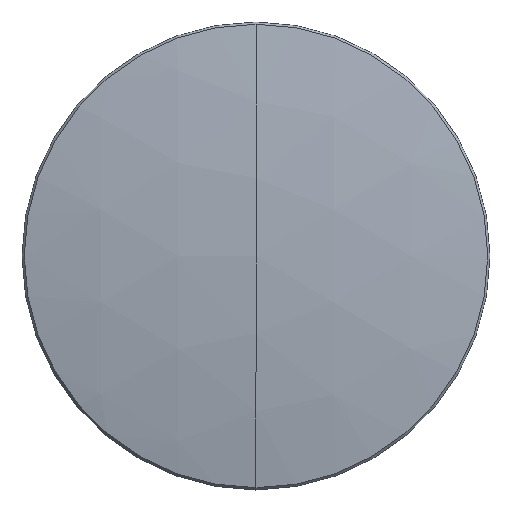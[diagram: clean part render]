
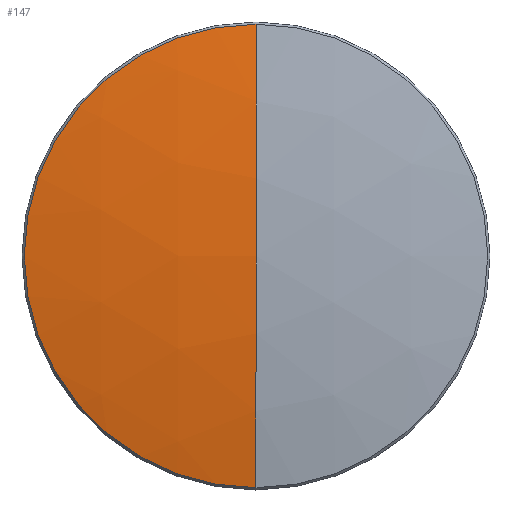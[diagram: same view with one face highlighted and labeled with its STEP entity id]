
A CAD part, top view. The second image highlights one B-rep face of the part: STEP entity #147.
In plain terms, the highlighted spherical face has radius 136.8 mm.
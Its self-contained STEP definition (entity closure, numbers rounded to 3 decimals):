
#17 = AXIS2_PLACEMENT_3D ( 'NONE', #48, #121, #276 ) ;
#48 = CARTESIAN_POINT ( 'NONE',  ( 0., 0., -132.9 ) ) ;
#50 = AXIS2_PLACEMENT_3D ( 'NONE', #302, #350, #126 ) ;
#56 = ORIENTED_EDGE ( 'NONE', *, *, #72, .F. ) ;
#66 = DIRECTION ( 'NONE',  ( -1., 0., 0. ) ) ;
#72 = EDGE_CURVE ( 'NONE', #175, #320, #203, .T. ) ;
#110 = CIRCLE ( 'NONE', #50, 25.155 ) ;
#121 = DIRECTION ( 'NONE',  ( 1., 0., 0. ) ) ;
#126 = DIRECTION ( 'NONE',  ( -1., 0., 0. ) ) ;
#129 = CARTESIAN_POINT ( 'NONE',  ( 0., 0., 1.567 ) ) ;
#130 = CIRCLE ( 'NONE', #310, 136.8 ) ;
#135 = CARTESIAN_POINT ( 'NONE',  ( 0., 0., -132.9 ) ) ;
#147 = ADVANCED_FACE ( 'NONE', ( #201 ), #243, .T. ) ;
#151 = CARTESIAN_POINT ( 'NONE',  ( 0., 25.155, 1.567 ) ) ;
#157 = EDGE_CURVE ( 'NONE', #236, #320, #130, .T. ) ;
#172 = DIRECTION ( 'NONE',  ( 0., 1., 0. ) ) ;
#173 = EDGE_CURVE ( 'NONE', #175, #226, #110, .T. ) ;
#175 = VERTEX_POINT ( 'NONE', #151 ) ;
#180 = DIRECTION ( 'NONE',  ( -1., 0., 0. ) ) ;
#201 = FACE_OUTER_BOUND ( 'NONE', #291, .T. ) ;
#203 = CIRCLE ( 'NONE', #17, 136.8 ) ;
#222 = AXIS2_PLACEMENT_3D ( 'NONE', #129, #254, #180 ) ;
#224 = DIRECTION ( 'NONE',  ( 0., -1., 0. ) ) ;
#226 = VERTEX_POINT ( 'NONE', #272 ) ;
#236 = VERTEX_POINT ( 'NONE', #242 ) ;
#238 = CARTESIAN_POINT ( 'NONE',  ( 0., 0., 3.9 ) ) ;
#242 = CARTESIAN_POINT ( 'NONE',  ( 0., -25.155, 1.567 ) ) ;
#243 = SPHERICAL_SURFACE ( 'NONE', #271, 136.8 ) ;
#247 = ORIENTED_EDGE ( 'NONE', *, *, #173, .T. ) ;
#254 = DIRECTION ( 'NONE',  ( 0., 0., 1. ) ) ;
#264 = CARTESIAN_POINT ( 'NONE',  ( 0., 0., -132.9 ) ) ;
#271 = AXIS2_PLACEMENT_3D ( 'NONE', #264, #66, #172 ) ;
#272 = CARTESIAN_POINT ( 'NONE',  ( -25.155, 0., 1.567 ) ) ;
#276 = DIRECTION ( 'NONE',  ( 0., 0., -1. ) ) ;
#290 = DIRECTION ( 'NONE',  ( -1., 0., 0. ) ) ;
#291 = EDGE_LOOP ( 'NONE', ( #247, #307, #355, #56 ) ) ;
#297 = CIRCLE ( 'NONE', #222, 25.155 ) ;
#302 = CARTESIAN_POINT ( 'NONE',  ( 0., 0., 1.567 ) ) ;
#307 = ORIENTED_EDGE ( 'NONE', *, *, #358, .T. ) ;
#310 = AXIS2_PLACEMENT_3D ( 'NONE', #135, #290, #224 ) ;
#320 = VERTEX_POINT ( 'NONE', #238 ) ;
#350 = DIRECTION ( 'NONE',  ( 0., 0., 1. ) ) ;
#355 = ORIENTED_EDGE ( 'NONE', *, *, #157, .T. ) ;
#358 = EDGE_CURVE ( 'NONE', #226, #236, #297, .T. ) ;
